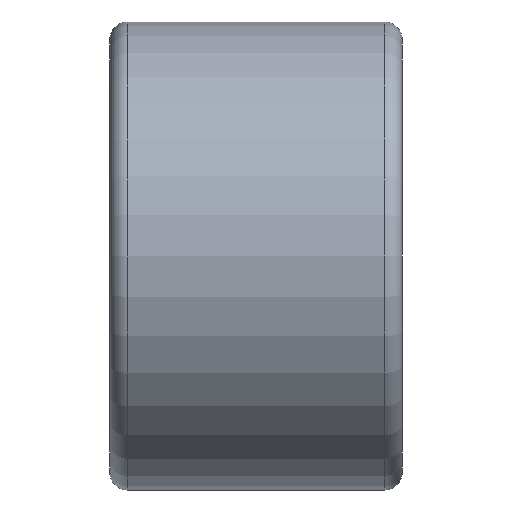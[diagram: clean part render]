
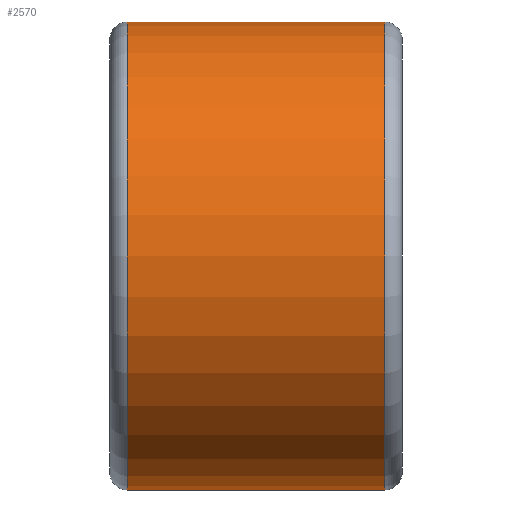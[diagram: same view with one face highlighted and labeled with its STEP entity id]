
A CAD part, front view. The second image highlights one B-rep face of the part: STEP entity #2570.
In plain terms, the highlighted cylindrical face has radius 40 mm (diameter 80 mm), a partial arc.
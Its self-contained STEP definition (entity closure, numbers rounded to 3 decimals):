
#3 = DIRECTION ( 'NONE',  ( 1., 0., 0. ) ) ;
#292 = VECTOR ( 'NONE', #3232, 1000. ) ;
#371 = ORIENTED_EDGE ( 'NONE', *, *, #606, .F. ) ;
#382 = DIRECTION ( 'NONE',  ( 0., 0., -1. ) ) ;
#606 = EDGE_CURVE ( 'NONE', #1677, #3143, #2674, .T. ) ;
#805 = DIRECTION ( 'NONE',  ( 0., 0., 1. ) ) ;
#809 = CARTESIAN_POINT ( 'NONE',  ( 0., 0., -40. ) ) ;
#855 = CARTESIAN_POINT ( 'NONE',  ( 0., 0., 40. ) ) ;
#1011 = DIRECTION ( 'NONE',  ( -1., 0., 0. ) ) ;
#1025 = CARTESIAN_POINT ( 'NONE',  ( 3., 0., -40. ) ) ;
#1082 = ORIENTED_EDGE ( 'NONE', *, *, #1844, .T. ) ;
#1565 = AXIS2_PLACEMENT_3D ( 'NONE', #3251, #3666, #805 ) ;
#1677 = VERTEX_POINT ( 'NONE', #3349 ) ;
#1844 = EDGE_CURVE ( 'NONE', #4868, #3143, #4214, .T. ) ;
#1983 = ORIENTED_EDGE ( 'NONE', *, *, #2835, .T. ) ;
#2570 = ADVANCED_FACE ( 'NONE', ( #3145 ), #2640, .T. ) ;
#2640 = CYLINDRICAL_SURFACE ( 'NONE', #1565, 40. ) ;
#2674 = LINE ( 'NONE', #809, #4670 ) ;
#2835 = EDGE_CURVE ( 'NONE', #4603, #4868, #4377, .T. ) ;
#3061 = CARTESIAN_POINT ( 'NONE',  ( 3., 0., 40. ) ) ;
#3143 = VERTEX_POINT ( 'NONE', #1025 ) ;
#3145 = FACE_OUTER_BOUND ( 'NONE', #3519, .T. ) ;
#3232 = DIRECTION ( 'NONE',  ( -1., 0., 0. ) ) ;
#3251 = CARTESIAN_POINT ( 'NONE',  ( 0., 0., 0. ) ) ;
#3271 = CARTESIAN_POINT ( 'NONE',  ( 47., 0., 40. ) ) ;
#3276 = CIRCLE ( 'NONE', #4257, 40. ) ;
#3349 = CARTESIAN_POINT ( 'NONE',  ( 47., 0., -40. ) ) ;
#3389 = CARTESIAN_POINT ( 'NONE',  ( 47., 0., 0. ) ) ;
#3519 = EDGE_LOOP ( 'NONE', ( #371, #3946, #1983, #1082 ) ) ;
#3538 = DIRECTION ( 'NONE',  ( -1., 0., 0. ) ) ;
#3657 = AXIS2_PLACEMENT_3D ( 'NONE', #4331, #3, #382 ) ;
#3666 = DIRECTION ( 'NONE',  ( -1., 0., 0. ) ) ;
#3777 = DIRECTION ( 'NONE',  ( 0., 0., 1. ) ) ;
#3946 = ORIENTED_EDGE ( 'NONE', *, *, #4751, .T. ) ;
#4214 = CIRCLE ( 'NONE', #3657, 40. ) ;
#4257 = AXIS2_PLACEMENT_3D ( 'NONE', #3389, #1011, #3777 ) ;
#4331 = CARTESIAN_POINT ( 'NONE',  ( 3., 0., 0. ) ) ;
#4377 = LINE ( 'NONE', #855, #292 ) ;
#4603 = VERTEX_POINT ( 'NONE', #3271 ) ;
#4670 = VECTOR ( 'NONE', #3538, 1000. ) ;
#4751 = EDGE_CURVE ( 'NONE', #1677, #4603, #3276, .T. ) ;
#4868 = VERTEX_POINT ( 'NONE', #3061 ) ;
